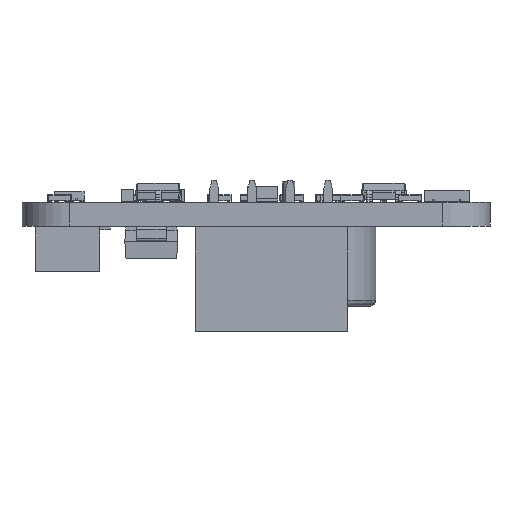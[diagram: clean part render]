
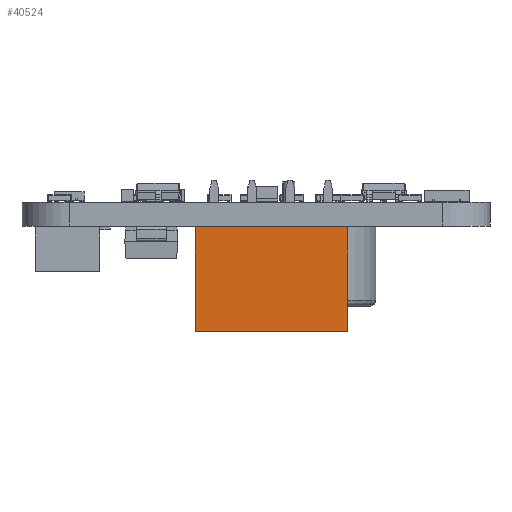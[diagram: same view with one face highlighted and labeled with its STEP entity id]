
A CAD part, front view. The second image highlights one B-rep face of the part: STEP entity #40524.
In plain terms, the highlighted face is planar.
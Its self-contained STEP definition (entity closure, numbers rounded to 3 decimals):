
#40524 = ADVANCED_FACE('',(#40525),#40539,.F.);
#40525 = FACE_BOUND('',#40526,.F.);
#40526 = EDGE_LOOP('',(#40527,#40562,#40590,#40618));
#40527 = ORIENTED_EDGE('',*,*,#40528,.T.);
#40528 = EDGE_CURVE('',#40529,#40531,#40533,.T.);
#40529 = VERTEX_POINT('',#40530);
#40530 = CARTESIAN_POINT('',(1.27,-8.89,0.));
#40531 = VERTEX_POINT('',#40532);
#40532 = CARTESIAN_POINT('',(1.27,-8.89,7.));
#40533 = SURFACE_CURVE('',#40534,(#40538,#40550),.PCURVE_S1.);
#40534 = LINE('',#40535,#40536);
#40535 = CARTESIAN_POINT('',(1.27,-8.89,0.));
#40536 = VECTOR('',#40537,1.);
#40537 = DIRECTION('',(0.,0.,1.));
#40538 = PCURVE('',#40539,#40544);
#40539 = PLANE('',#40540);
#40540 = AXIS2_PLACEMENT_3D('',#40541,#40542,#40543);
#40541 = CARTESIAN_POINT('',(1.27,-8.89,0.));
#40542 = DIRECTION('',(-1.,0.,0.));
#40543 = DIRECTION('',(0.,1.,0.));
#40544 = DEFINITIONAL_REPRESENTATION('',(#40545),#40549);
#40545 = LINE('',#40546,#40547);
#40546 = CARTESIAN_POINT('',(0.,0.));
#40547 = VECTOR('',#40548,1.);
#40548 = DIRECTION('',(0.,-1.));
#40549 = ( GEOMETRIC_REPRESENTATION_CONTEXT(2) 
PARAMETRIC_REPRESENTATION_CONTEXT() REPRESENTATION_CONTEXT('2D SPACE',''
  ) );
#40550 = PCURVE('',#40551,#40556);
#40551 = PLANE('',#40552);
#40552 = AXIS2_PLACEMENT_3D('',#40553,#40554,#40555);
#40553 = CARTESIAN_POINT('',(-1.27,-8.89,0.));
#40554 = DIRECTION('',(0.,1.,0.));
#40555 = DIRECTION('',(1.,0.,0.));
#40556 = DEFINITIONAL_REPRESENTATION('',(#40557),#40561);
#40557 = LINE('',#40558,#40559);
#40558 = CARTESIAN_POINT('',(2.54,0.));
#40559 = VECTOR('',#40560,1.);
#40560 = DIRECTION('',(0.,-1.));
#40561 = ( GEOMETRIC_REPRESENTATION_CONTEXT(2) 
PARAMETRIC_REPRESENTATION_CONTEXT() REPRESENTATION_CONTEXT('2D SPACE',''
  ) );
#40562 = ORIENTED_EDGE('',*,*,#40563,.T.);
#40563 = EDGE_CURVE('',#40531,#40564,#40566,.T.);
#40564 = VERTEX_POINT('',#40565);
#40565 = CARTESIAN_POINT('',(1.27,1.27,7.));
#40566 = SURFACE_CURVE('',#40567,(#40571,#40578),.PCURVE_S1.);
#40567 = LINE('',#40568,#40569);
#40568 = CARTESIAN_POINT('',(1.27,-8.89,7.));
#40569 = VECTOR('',#40570,1.);
#40570 = DIRECTION('',(0.,1.,0.));
#40571 = PCURVE('',#40539,#40572);
#40572 = DEFINITIONAL_REPRESENTATION('',(#40573),#40577);
#40573 = LINE('',#40574,#40575);
#40574 = CARTESIAN_POINT('',(0.,-7.));
#40575 = VECTOR('',#40576,1.);
#40576 = DIRECTION('',(1.,0.));
#40577 = ( GEOMETRIC_REPRESENTATION_CONTEXT(2) 
PARAMETRIC_REPRESENTATION_CONTEXT() REPRESENTATION_CONTEXT('2D SPACE',''
  ) );
#40578 = PCURVE('',#40579,#40584);
#40579 = PLANE('',#40580);
#40580 = AXIS2_PLACEMENT_3D('',#40581,#40582,#40583);
#40581 = CARTESIAN_POINT('',(1.27,-8.89,7.));
#40582 = DIRECTION('',(0.,0.,-1.));
#40583 = DIRECTION('',(0.,-1.,0.));
#40584 = DEFINITIONAL_REPRESENTATION('',(#40585),#40589);
#40585 = LINE('',#40586,#40587);
#40586 = CARTESIAN_POINT('',(0.,0.));
#40587 = VECTOR('',#40588,1.);
#40588 = DIRECTION('',(-1.,0.));
#40589 = ( GEOMETRIC_REPRESENTATION_CONTEXT(2) 
PARAMETRIC_REPRESENTATION_CONTEXT() REPRESENTATION_CONTEXT('2D SPACE',''
  ) );
#40590 = ORIENTED_EDGE('',*,*,#40591,.F.);
#40591 = EDGE_CURVE('',#40592,#40564,#40594,.T.);
#40592 = VERTEX_POINT('',#40593);
#40593 = CARTESIAN_POINT('',(1.27,1.27,0.));
#40594 = SURFACE_CURVE('',#40595,(#40599,#40606),.PCURVE_S1.);
#40595 = LINE('',#40596,#40597);
#40596 = CARTESIAN_POINT('',(1.27,1.27,0.));
#40597 = VECTOR('',#40598,1.);
#40598 = DIRECTION('',(0.,0.,1.));
#40599 = PCURVE('',#40539,#40600);
#40600 = DEFINITIONAL_REPRESENTATION('',(#40601),#40605);
#40601 = LINE('',#40602,#40603);
#40602 = CARTESIAN_POINT('',(10.16,0.));
#40603 = VECTOR('',#40604,1.);
#40604 = DIRECTION('',(0.,-1.));
#40605 = ( GEOMETRIC_REPRESENTATION_CONTEXT(2) 
PARAMETRIC_REPRESENTATION_CONTEXT() REPRESENTATION_CONTEXT('2D SPACE',''
  ) );
#40606 = PCURVE('',#40607,#40612);
#40607 = PLANE('',#40608);
#40608 = AXIS2_PLACEMENT_3D('',#40609,#40610,#40611);
#40609 = CARTESIAN_POINT('',(1.27,1.27,0.));
#40610 = DIRECTION('',(0.,-1.,0.));
#40611 = DIRECTION('',(-1.,0.,0.));
#40612 = DEFINITIONAL_REPRESENTATION('',(#40613),#40617);
#40613 = LINE('',#40614,#40615);
#40614 = CARTESIAN_POINT('',(0.,0.));
#40615 = VECTOR('',#40616,1.);
#40616 = DIRECTION('',(0.,-1.));
#40617 = ( GEOMETRIC_REPRESENTATION_CONTEXT(2) 
PARAMETRIC_REPRESENTATION_CONTEXT() REPRESENTATION_CONTEXT('2D SPACE',''
  ) );
#40618 = ORIENTED_EDGE('',*,*,#40619,.F.);
#40619 = EDGE_CURVE('',#40529,#40592,#40620,.T.);
#40620 = SURFACE_CURVE('',#40621,(#40625,#40632),.PCURVE_S1.);
#40621 = LINE('',#40622,#40623);
#40622 = CARTESIAN_POINT('',(1.27,-8.89,0.));
#40623 = VECTOR('',#40624,1.);
#40624 = DIRECTION('',(0.,1.,0.));
#40625 = PCURVE('',#40539,#40626);
#40626 = DEFINITIONAL_REPRESENTATION('',(#40627),#40631);
#40627 = LINE('',#40628,#40629);
#40628 = CARTESIAN_POINT('',(0.,0.));
#40629 = VECTOR('',#40630,1.);
#40630 = DIRECTION('',(1.,0.));
#40631 = ( GEOMETRIC_REPRESENTATION_CONTEXT(2) 
PARAMETRIC_REPRESENTATION_CONTEXT() REPRESENTATION_CONTEXT('2D SPACE',''
  ) );
#40632 = PCURVE('',#40633,#40638);
#40633 = PLANE('',#40634);
#40634 = AXIS2_PLACEMENT_3D('',#40635,#40636,#40637);
#40635 = CARTESIAN_POINT('',(1.27,-8.89,0.));
#40636 = DIRECTION('',(0.,0.,-1.));
#40637 = DIRECTION('',(0.,-1.,0.));
#40638 = DEFINITIONAL_REPRESENTATION('',(#40639),#40643);
#40639 = LINE('',#40640,#40641);
#40640 = CARTESIAN_POINT('',(0.,0.));
#40641 = VECTOR('',#40642,1.);
#40642 = DIRECTION('',(-1.,0.));
#40643 = ( GEOMETRIC_REPRESENTATION_CONTEXT(2) 
PARAMETRIC_REPRESENTATION_CONTEXT() REPRESENTATION_CONTEXT('2D SPACE',''
  ) );
